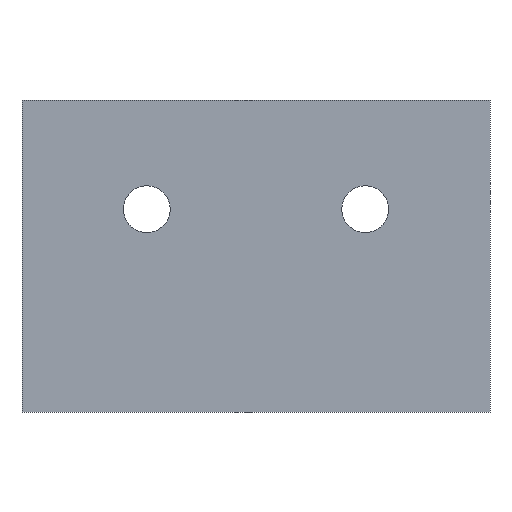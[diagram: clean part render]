
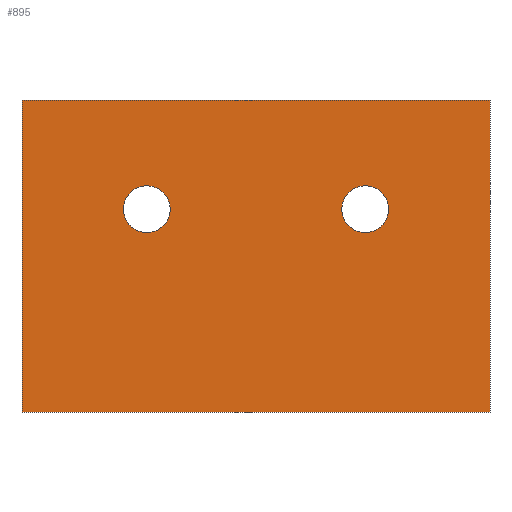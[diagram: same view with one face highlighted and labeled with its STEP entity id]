
A CAD part, front view. The second image highlights one B-rep face of the part: STEP entity #895.
In plain terms, the highlighted planar face has unit normal (0, -1, 0).
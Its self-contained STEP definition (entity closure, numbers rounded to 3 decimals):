
#1 = DIRECTION ( 'NONE',  ( 0., 0., -1. ) ) ;
#2 = VERTEX_POINT ( 'NONE', #828 ) ;
#10 = EDGE_CURVE ( 'NONE', #649, #890, #637, .T. ) ;
#54 = AXIS2_PLACEMENT_3D ( 'NONE', #1132, #1106, #664 ) ;
#119 = CARTESIAN_POINT ( 'NONE',  ( 7., -5., 3. ) ) ;
#218 = VECTOR ( 'NONE', #1060, 1000. ) ;
#226 = CIRCLE ( 'NONE', #1306, 1.5 ) ;
#237 = DIRECTION ( 'NONE',  ( 1., 0., 0. ) ) ;
#270 = VERTEX_POINT ( 'NONE', #883 ) ;
#306 = VERTEX_POINT ( 'NONE', #994 ) ;
#322 = DIRECTION ( 'NONE',  ( 0., 0., -1. ) ) ;
#334 = EDGE_CURVE ( 'NONE', #646, #384, #226, .T. ) ;
#339 = ORIENTED_EDGE ( 'NONE', *, *, #1047, .F. ) ;
#384 = VERTEX_POINT ( 'NONE', #399 ) ;
#388 = CARTESIAN_POINT ( 'NONE',  ( 7., -5., 3. ) ) ;
#399 = CARTESIAN_POINT ( 'NONE',  ( 7., -5., 4.5 ) ) ;
#458 = EDGE_CURVE ( 'NONE', #270, #306, #553, .T. ) ;
#511 = DIRECTION ( 'NONE',  ( 0., 0., -1. ) ) ;
#540 = CARTESIAN_POINT ( 'NONE',  ( -15., -5., 10. ) ) ;
#553 = CIRCLE ( 'NONE', #54, 1.5 ) ;
#575 = CARTESIAN_POINT ( 'NONE',  ( 7., -5., 1.5 ) ) ;
#576 = FACE_BOUND ( 'NONE', #1110, .T. ) ;
#598 = DIRECTION ( 'NONE',  ( 0., 0., -1. ) ) ;
#604 = CARTESIAN_POINT ( 'NONE',  ( -15., -5., -10. ) ) ;
#609 = DIRECTION ( 'NONE',  ( -1., 0., 0. ) ) ;
#613 = FACE_OUTER_BOUND ( 'NONE', #1417, .T. ) ;
#637 = LINE ( 'NONE', #1073, #218 ) ;
#646 = VERTEX_POINT ( 'NONE', #575 ) ;
#647 = EDGE_CURVE ( 'NONE', #890, #1280, #1029, .T. ) ;
#649 = VERTEX_POINT ( 'NONE', #1050 ) ;
#664 = DIRECTION ( 'NONE',  ( 0., 0., -1. ) ) ;
#669 = AXIS2_PLACEMENT_3D ( 'NONE', #119, #709, #598 ) ;
#709 = DIRECTION ( 'NONE',  ( 0., -1., 0. ) ) ;
#711 = CARTESIAN_POINT ( 'NONE',  ( 15., -5., 10. ) ) ;
#720 = LINE ( 'NONE', #788, #879 ) ;
#721 = CARTESIAN_POINT ( 'NONE',  ( -7., -5., 3. ) ) ;
#728 = ORIENTED_EDGE ( 'NONE', *, *, #334, .F. ) ;
#756 = VECTOR ( 'NONE', #237, 1000. ) ;
#767 = ORIENTED_EDGE ( 'NONE', *, *, #647, .F. ) ;
#788 = CARTESIAN_POINT ( 'NONE',  ( 15., -5., 10. ) ) ;
#828 = CARTESIAN_POINT ( 'NONE',  ( 15., -5., -10. ) ) ;
#829 = VECTOR ( 'NONE', #609, 1000. ) ;
#830 = EDGE_CURVE ( 'NONE', #384, #646, #1511, .T. ) ;
#870 = AXIS2_PLACEMENT_3D ( 'NONE', #1363, #907, #1123 ) ;
#879 = VECTOR ( 'NONE', #322, 1000. ) ;
#883 = CARTESIAN_POINT ( 'NONE',  ( -7., -5., 1.5 ) ) ;
#890 = VERTEX_POINT ( 'NONE', #540 ) ;
#895 = ADVANCED_FACE ( 'NONE', ( #1076, #576, #613 ), #902, .T. ) ;
#902 = PLANE ( 'NONE',  #870 ) ;
#907 = DIRECTION ( 'NONE',  ( 0., -1., 0. ) ) ;
#960 = ORIENTED_EDGE ( 'NONE', *, *, #830, .F. ) ;
#994 = CARTESIAN_POINT ( 'NONE',  ( -7., -5., 4.5 ) ) ;
#1021 = ORIENTED_EDGE ( 'NONE', *, *, #1288, .F. ) ;
#1029 = LINE ( 'NONE', #1398, #756 ) ;
#1047 = EDGE_CURVE ( 'NONE', #1280, #2, #720, .T. ) ;
#1050 = CARTESIAN_POINT ( 'NONE',  ( -15., -5., -10. ) ) ;
#1060 = DIRECTION ( 'NONE',  ( 0., 0., 1. ) ) ;
#1063 = DIRECTION ( 'NONE',  ( 0., -1., 0. ) ) ;
#1073 = CARTESIAN_POINT ( 'NONE',  ( -15., -5., 10. ) ) ;
#1076 = FACE_BOUND ( 'NONE', #1427, .T. ) ;
#1104 = AXIS2_PLACEMENT_3D ( 'NONE', #721, #1063, #1 ) ;
#1106 = DIRECTION ( 'NONE',  ( 0., -1., 0. ) ) ;
#1110 = EDGE_LOOP ( 'NONE', ( #728, #960 ) ) ;
#1112 = ORIENTED_EDGE ( 'NONE', *, *, #1325, .F. ) ;
#1123 = DIRECTION ( 'NONE',  ( 0., 0., -1. ) ) ;
#1125 = LINE ( 'NONE', #604, #829 ) ;
#1132 = CARTESIAN_POINT ( 'NONE',  ( -7., -5., 3. ) ) ;
#1211 = DIRECTION ( 'NONE',  ( 0., -1., 0. ) ) ;
#1227 = ORIENTED_EDGE ( 'NONE', *, *, #458, .F. ) ;
#1280 = VERTEX_POINT ( 'NONE', #711 ) ;
#1288 = EDGE_CURVE ( 'NONE', #2, #649, #1125, .T. ) ;
#1306 = AXIS2_PLACEMENT_3D ( 'NONE', #388, #1211, #511 ) ;
#1325 = EDGE_CURVE ( 'NONE', #306, #270, #1460, .T. ) ;
#1363 = CARTESIAN_POINT ( 'NONE',  ( 15., -5., -10. ) ) ;
#1398 = CARTESIAN_POINT ( 'NONE',  ( -15., -5., 10. ) ) ;
#1417 = EDGE_LOOP ( 'NONE', ( #339, #767, #1499, #1021 ) ) ;
#1427 = EDGE_LOOP ( 'NONE', ( #1227, #1112 ) ) ;
#1460 = CIRCLE ( 'NONE', #1104, 1.5 ) ;
#1499 = ORIENTED_EDGE ( 'NONE', *, *, #10, .F. ) ;
#1511 = CIRCLE ( 'NONE', #669, 1.5 ) ;
